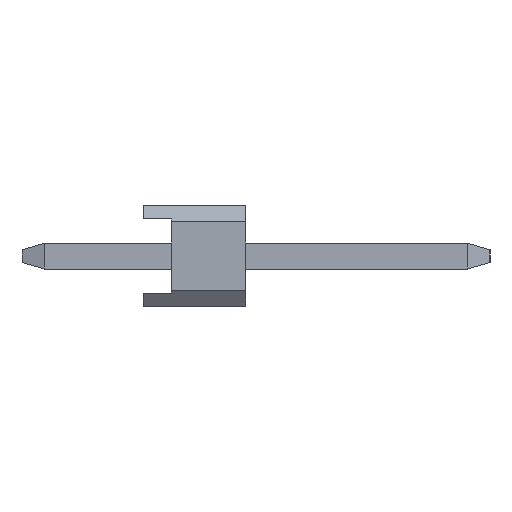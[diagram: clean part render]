
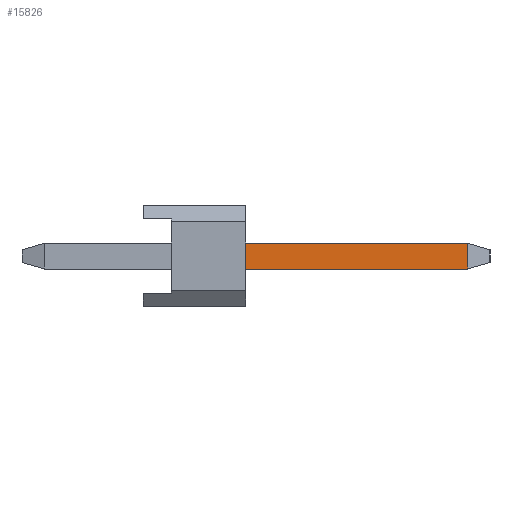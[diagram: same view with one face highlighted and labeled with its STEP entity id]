
A CAD part, left-side view. The second image highlights one B-rep face of the part: STEP entity #15826.
In plain terms, the highlighted planar face has unit normal (-1, 0, 0).
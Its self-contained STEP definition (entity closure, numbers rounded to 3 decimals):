
#5964=VERTEX_POINT('',#17676);
#6652=EDGE_CURVE('',#16950,#5964,#18423,.T.);
#9092=EDGE_CURVE('',#12112,#16950,#21131,.T.);
#11886=EDGE_CURVE('',#5964,#14288,#24209,.T.);
#12112=VERTEX_POINT('',#24455);
#14288=VERTEX_POINT('',#26840);
#15826=ADVANCED_FACE('',(#28543),#28544,.T.);
#15856=EDGE_CURVE('',#14288,#12112,#28576,.T.);
#16950=VERTEX_POINT('',#29766);
#17676=CARTESIAN_POINT('',(-47.31,-8.054,-0.32));
#18423=LINE('',#31707,#31708);
#21131=LINE('',#35621,#35622);
#24209=LINE('',#40077,#40078);
#24455=CARTESIAN_POINT('',(-47.31,-2.54,0.32));
#26840=CARTESIAN_POINT('',(-47.31,-2.54,-0.32));
#28543=FACE_OUTER_BOUND('',#46320,.T.);
#28544=PLANE('',#46321);
#28576=LINE('',#46362,#46363);
#29766=CARTESIAN_POINT('',(-47.31,-8.054,0.32));
#31707=CARTESIAN_POINT('',(-47.31,-8.054,0.5));
#31708=VECTOR('',#49896,1.0);
#35621=CARTESIAN_POINT('',(-47.31,-2.8,0.32));
#35622=VECTOR('',#52855,1.0);
#40077=CARTESIAN_POINT('',(-47.31,2.454,-0.32));
#40078=VECTOR('',#55872,1.0);
#46320=EDGE_LOOP('',(#60106,#60107,#60108,#60109));
#46321=AXIS2_PLACEMENT_3D('',#60110,#60111,#60112);
#46362=CARTESIAN_POINT('',(-47.31,-2.54,0.252));
#46363=VECTOR('',#60133,1.0);
#49896=DIRECTION('',(0.0,0.,-1.0));
#52855=DIRECTION('',(0.,-1.0,0.));
#55872=DIRECTION('',(0.,1.0,0.));
#60106=ORIENTED_EDGE('',*,*,#15856,.F.);
#60107=ORIENTED_EDGE('',*,*,#11886,.F.);
#60108=ORIENTED_EDGE('',*,*,#6652,.F.);
#60109=ORIENTED_EDGE('',*,*,#9092,.F.);
#60110=CARTESIAN_POINT('',(-47.31,2.454,0.5));
#60111=DIRECTION('',(-1.0,0.,0.));
#60112=DIRECTION('',(0.,1.0,0.));
#60133=DIRECTION('',(0.,0.,1.0));
